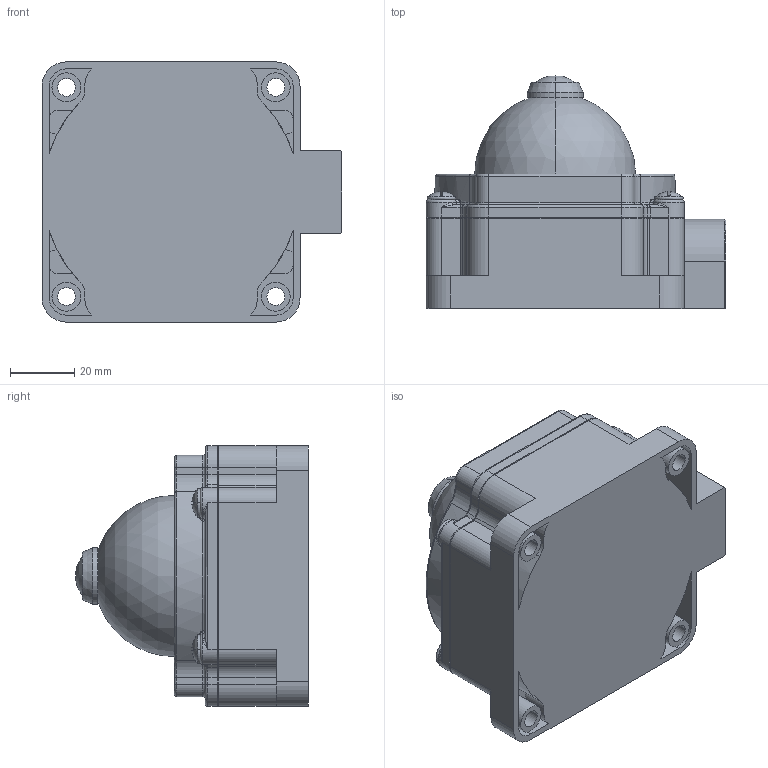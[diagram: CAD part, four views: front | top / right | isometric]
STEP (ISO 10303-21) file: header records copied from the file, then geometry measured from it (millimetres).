
FILE_DESCRIPTION((''),'2;1');
FILE_NAME('144882_SW','2009-03-26T',('banengservice'),('BANNER ENGINEERING'),'PRO/ENGINEER BY PARAMETRIC TECHNOLOGY CORPORATION, 2006170','PRO/ENGINEER BY PARAMETRIC TECHNOLOGY CORPORATION, 2006170','');
FILE_SCHEMA(('CONFIG_CONTROL_DESIGN'));
Length unit declared in the file: inch
Products named in the file (1): 144882_SW
Bounding box: 93.14 x 72.32 x 80.85 mm (x, y, z)
Volume: 93386.7 mm3; surface area: 72792.9 mm2
Topology: 3 solids, 5 shells, 1061 faces, 2720 edges, 1734 vertices
Faces by surface type: plane 513, cylinder 254, torus 94, bspline 82, cone 66, sphere 52
Entity records: 41253 total; most frequent: CARTESIAN_POINT 15287, DIRECTION 5526, ORIENTED_EDGE 5436, EDGE_CURVE 2718, AXIS2_PLACEMENT_3D 2102, VERTEX_POINT 1734, VECTOR 1322, LINE 1322
